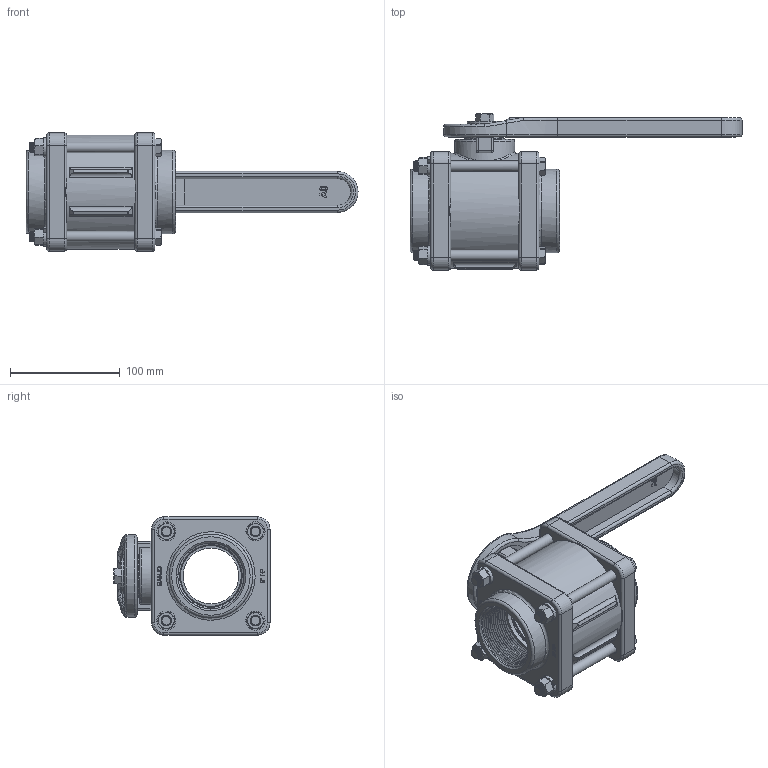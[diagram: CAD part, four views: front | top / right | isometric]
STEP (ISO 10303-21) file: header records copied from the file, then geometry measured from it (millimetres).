
FILE_DESCRIPTION(/* description */ ('2" FP VALVE BODY'),/* implementation_level */ '2;1');
FILE_NAME(/* name */ 'V204FP.stp',/* time_stamp */ '2014-10-01T11:14:25-04:00',/* author */ ('dtruax'),/* organization */ (''),/* preprocessor_version */ 'ST-DEVELOPER v15.2',/* originating_system */ 'Autodesk Inventor 2014',/* authorisation */ '');
FILE_SCHEMA (('AUTOMOTIVE_DESIGN { 1 0 10303 214 3 1 1 }'));
Length unit declared in the file: inch
Products named in the file (22): V25254; VL1001; VX25356; V25456; V25020; V25060; V25121; V25151BX; V25151B; V25153; V25160; V25163; V25255AX; V25255AM; V25255A; V25258A; V25264; V20018; V20019; V25017; V204FP
Bounding box: 302.89 x 142.39 x 107.95 mm (x, y, z)
Volume: 916054.2 mm3; surface area: 276438.4 mm2
Topology: 28 solids, 28 shells, 1929 faces, 4807 edges, 3037 vertices
Faces by surface type: plane 831, cylinder 462, cone 329, bspline 216, torus 74, sphere 17
Full cylindrical faces by diameter (mm): 7.798 x1, 8.236 x60, 9.525 x61, 10.312 x1, 11.125 x8, 14.275 x1, 25.4 x2, 25.527 x1, 25.806 x1, 31.521 x1, 31.623 x1, 31.75 x3, 35.306 x1, 36.525 x1, 37.084 x2, 50.8 x2, 52.07 x3, 54.61 x1, 55.499 x2, 56.769 x2, 60.579 x2, 64.77 x2, 65.024 x2, 76.2 x2, 84.836 x2, 85.852 x1, 88.9 x2, 96.114 x2, 104.775 x1
Entity records: 41679 total; most frequent: CARTESIAN_POINT 13615, ORIENTED_EDGE 5812, DIRECTION 5279, EDGE_CURVE 2882, VERTEX_POINT 1917, AXIS2_PLACEMENT_3D 1781, LINE 1717, VECTOR 1717
